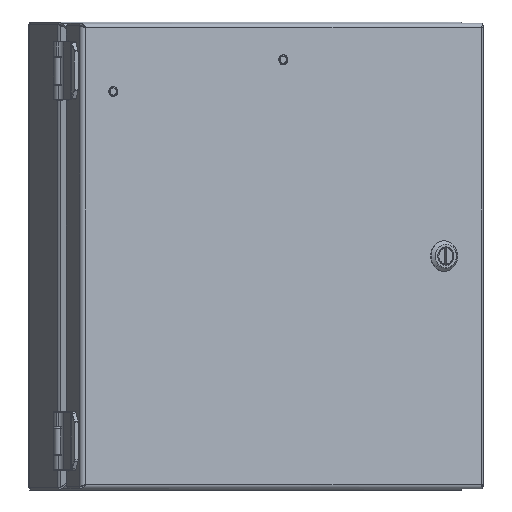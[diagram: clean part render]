
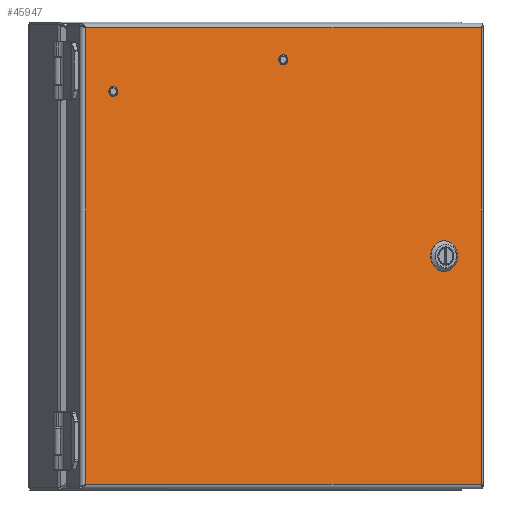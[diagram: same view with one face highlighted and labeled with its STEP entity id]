
A CAD part, front view. The second image highlights one B-rep face of the part: STEP entity #45947.
In plain terms, the highlighted planar face has unit normal (0.5, -0.866, 0).
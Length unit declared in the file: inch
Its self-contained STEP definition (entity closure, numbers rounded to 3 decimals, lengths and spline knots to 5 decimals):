
#29 = CARTESIAN_POINT ( 'NONE',  ( 5.122, -2.10068, -0.30753 ) ) ;
#103 = FACE_BOUND ( 'NONE', #24008, .T. ) ;
#316 = EDGE_CURVE ( 'NONE', #22447, #23196, #28862, .T. ) ;
#345 = VERTEX_POINT ( 'NONE', #16646 ) ;
#526 = CIRCLE ( 'NONE', #30862, 0.0965 ) ;
#771 = VERTEX_POINT ( 'NONE', #30066 ) ;
#1170 = EDGE_CURVE ( 'NONE', #39860, #27414, #48771, .T. ) ;
#1241 = DIRECTION ( 'NONE',  ( 0.5, -0.866, 0. ) ) ;
#1424 = DIRECTION ( 'NONE',  ( 0.5, -0.866, 0. ) ) ;
#1730 = ORIENTED_EDGE ( 'NONE', *, *, #316, .T. ) ;
#2099 = CARTESIAN_POINT ( 'NONE',  ( 4.93226, -2.21022, 0.08845 ) ) ;
#2335 = CARTESIAN_POINT ( 'NONE',  ( 4.93226, -2.21022, 0.08845 ) ) ;
#2751 = DIRECTION ( 'NONE',  ( 0., 0., -1. ) ) ;
#3188 = CARTESIAN_POINT ( 'NONE',  ( -3.27719, -6.94995, 4.22 ) ) ;
#3484 = EDGE_CURVE ( 'NONE', #7271, #9300, #42802, .T. ) ;
#3544 = EDGE_CURVE ( 'NONE', #20846, #23196, #44530, .T. ) ;
#3604 = ORIENTED_EDGE ( 'NONE', *, *, #9829, .T. ) ;
#4096 = CARTESIAN_POINT ( 'NONE',  ( 5.46493, -1.90269, -0.08845 ) ) ;
#4446 = CARTESIAN_POINT ( 'NONE',  ( 5.1986, -2.05645, 0. ) ) ;
#4607 = ORIENTED_EDGE ( 'NONE', *, *, #43525, .F. ) ;
#4668 = VECTOR ( 'NONE', #41900, 39.37008 ) ;
#4952 = DIRECTION ( 'NONE',  ( 0., 0., 1. ) ) ;
#5301 = DIRECTION ( 'NONE',  ( 0., 0., 1. ) ) ;
#5664 = CIRCLE ( 'NONE', #35989, 0.32 ) ;
#5894 = CARTESIAN_POINT ( 'NONE',  ( -3.98993, -7.36145, 5.858 ) ) ;
#6120 = EDGE_CURVE ( 'NONE', #22447, #43712, #27651, .T. ) ;
#6196 = ORIENTED_EDGE ( 'NONE', *, *, #3544, .F. ) ;
#6530 = LINE ( 'NONE', #19008, #45245 ) ;
#6770 = ORIENTED_EDGE ( 'NONE', *, *, #49243, .F. ) ;
#7271 = VERTEX_POINT ( 'NONE', #22475 ) ;
#7381 = CARTESIAN_POINT ( 'NONE',  ( 1.08324, -4.43245, 5.035 ) ) ;
#8093 = AXIS2_PLACEMENT_3D ( 'NONE', #29429, #42198, #46802 ) ;
#8403 = VECTOR ( 'NONE', #34682, 39.37008 ) ;
#8456 = ORIENTED_EDGE ( 'NONE', *, *, #32038, .F. ) ;
#9300 = VERTEX_POINT ( 'NONE', #36875 ) ;
#9681 = EDGE_LOOP ( 'NONE', ( #19898, #11554 ) ) ;
#9829 = EDGE_CURVE ( 'NONE', #20846, #771, #35453, .T. ) ;
#10441 = CIRCLE ( 'NONE', #30371, 0.0965 ) ;
#10991 = CARTESIAN_POINT ( 'NONE',  ( 5.27519, -2.01223, 0.30753 ) ) ;
#11251 = FACE_BOUND ( 'NONE', #16413, .T. ) ;
#11538 = CARTESIAN_POINT ( 'NONE',  ( 6.15642, -1.50345, -5.858 ) ) ;
#11554 = ORIENTED_EDGE ( 'NONE', *, *, #26662, .F. ) ;
#12368 = VERTEX_POINT ( 'NONE', #16185 ) ;
#12380 = DIRECTION ( 'NONE',  ( 0.832, 0.481, -0.276 ) ) ;
#13195 = CARTESIAN_POINT ( 'NONE',  ( 1.08324, -4.43245, 5.035 ) ) ;
#13393 = LINE ( 'NONE', #47343, #48767 ) ;
#14281 = VECTOR ( 'NONE', #28114, 39.37008 ) ;
#14345 = EDGE_CURVE ( 'NONE', #22200, #49502, #43378, .T. ) ;
#14632 = VERTEX_POINT ( 'NONE', #4096 ) ;
#16164 = DIRECTION ( 'NONE',  ( 0.866, 0.5, 0. ) ) ;
#16185 = CARTESIAN_POINT ( 'NONE',  ( 1.08324, -4.43245, 5.1315 ) ) ;
#16413 = EDGE_LOOP ( 'NONE', ( #4607, #30776, #32092, #43567, #45802, #1730, #6196, #3604 ) ) ;
#16646 = CARTESIAN_POINT ( 'NONE',  ( 1.08324, -4.43245, 4.9385 ) ) ;
#16792 = AXIS2_PLACEMENT_3D ( 'NONE', #18022, #1424, #21819 ) ;
#17398 = AXIS2_PLACEMENT_3D ( 'NONE', #30606, #17628, #51558 ) ;
#17628 = DIRECTION ( 'NONE',  ( 0.5, -0.866, 0. ) ) ;
#18022 = CARTESIAN_POINT ( 'NONE',  ( -3.27719, -6.94995, 4.22 ) ) ;
#19008 = CARTESIAN_POINT ( 'NONE',  ( 5.46493, -1.90269, -0.08845 ) ) ;
#19898 = ORIENTED_EDGE ( 'NONE', *, *, #3484, .F. ) ;
#19968 = EDGE_CURVE ( 'NONE', #14632, #27414, #5664, .T. ) ;
#20558 = CARTESIAN_POINT ( 'NONE',  ( 5.122, -2.10068, -0.30753 ) ) ;
#20846 = VERTEX_POINT ( 'NONE', #2099 ) ;
#21819 = DIRECTION ( 'NONE',  ( 0.866, 0.5, 0. ) ) ;
#22200 = VERTEX_POINT ( 'NONE', #27157 ) ;
#22447 = VERTEX_POINT ( 'NONE', #20558 ) ;
#22475 = CARTESIAN_POINT ( 'NONE',  ( -3.19362, -6.9017, 4.22 ) ) ;
#22569 = AXIS2_PLACEMENT_3D ( 'NONE', #3188, #44209, #48858 ) ;
#23196 = VERTEX_POINT ( 'NONE', #39496 ) ;
#23224 = CARTESIAN_POINT ( 'NONE',  ( 6.15642, -1.50345, 5.858 ) ) ;
#23725 = CARTESIAN_POINT ( 'NONE',  ( -3.98993, -7.36145, -5.858 ) ) ;
#24008 = EDGE_LOOP ( 'NONE', ( #8456, #6770 ) ) ;
#24226 = ORIENTED_EDGE ( 'NONE', *, *, #51911, .T. ) ;
#26023 = VECTOR ( 'NONE', #36262, 39.37008 ) ;
#26662 = EDGE_CURVE ( 'NONE', #9300, #7271, #53812, .T. ) ;
#27157 = CARTESIAN_POINT ( 'NONE',  ( -3.98993, -7.36145, 5.858 ) ) ;
#27414 = VERTEX_POINT ( 'NONE', #44003 ) ;
#27651 = CIRCLE ( 'NONE', #38925, 0.32 ) ;
#28030 = DIRECTION ( 'NONE',  ( 0.5, -0.866, 0. ) ) ;
#28114 = DIRECTION ( 'NONE',  ( 0.612, 0.354, -0.707 ) ) ;
#28862 = LINE ( 'NONE', #29, #4668 ) ;
#29030 = VERTEX_POINT ( 'NONE', #11538 ) ;
#29091 = ORIENTED_EDGE ( 'NONE', *, *, #14345, .T. ) ;
#29322 = EDGE_CURVE ( 'NONE', #14632, #43712, #6530, .T. ) ;
#29429 = CARTESIAN_POINT ( 'NONE',  ( 5.1986, -2.05645, 0. ) ) ;
#30066 = CARTESIAN_POINT ( 'NONE',  ( 5.122, -2.10068, 0.30753 ) ) ;
#30371 = AXIS2_PLACEMENT_3D ( 'NONE', #13195, #1241, #5301 ) ;
#30606 = CARTESIAN_POINT ( 'NONE',  ( 5.1986, -2.05645, 0. ) ) ;
#30776 = ORIENTED_EDGE ( 'NONE', *, *, #1170, .T. ) ;
#30862 = AXIS2_PLACEMENT_3D ( 'NONE', #7381, #28030, #2751 ) ;
#31105 = CARTESIAN_POINT ( 'NONE',  ( 5.27519, -2.01223, -0.30753 ) ) ;
#31901 = ORIENTED_EDGE ( 'NONE', *, *, #43823, .T. ) ;
#31910 = LINE ( 'NONE', #23224, #26023 ) ;
#32038 = EDGE_CURVE ( 'NONE', #345, #12368, #526, .T. ) ;
#32092 = ORIENTED_EDGE ( 'NONE', *, *, #19968, .F. ) ;
#32969 = FACE_BOUND ( 'NONE', #9681, .T. ) ;
#33006 = CARTESIAN_POINT ( 'NONE',  ( 5.1986, -2.05645, 0. ) ) ;
#34045 = EDGE_CURVE ( 'NONE', #49502, #29030, #47496, .T. ) ;
#34682 = DIRECTION ( 'NONE',  ( 0.866, 0.5, 0. ) ) ;
#35171 = CARTESIAN_POINT ( 'NONE',  ( 5.27519, -2.01223, 0.30753 ) ) ;
#35453 = LINE ( 'NONE', #2335, #48796 ) ;
#35989 = AXIS2_PLACEMENT_3D ( 'NONE', #33006, #49626, #12380 ) ;
#36262 = DIRECTION ( 'NONE',  ( -0.866, -0.5, 0. ) ) ;
#36792 = PLANE ( 'NONE',  #42191 ) ;
#36875 = CARTESIAN_POINT ( 'NONE',  ( -3.36076, -6.9982, 4.22 ) ) ;
#38925 = AXIS2_PLACEMENT_3D ( 'NONE', #4446, #42469, #45758 ) ;
#39044 = DIRECTION ( 'NONE',  ( 0., 0., -1. ) ) ;
#39056 = CARTESIAN_POINT ( 'NONE',  ( -3.98993, -7.36145, -5.858 ) ) ;
#39496 = CARTESIAN_POINT ( 'NONE',  ( 4.93226, -2.21022, -0.08845 ) ) ;
#39713 = ORIENTED_EDGE ( 'NONE', *, *, #34045, .T. ) ;
#39860 = VERTEX_POINT ( 'NONE', #10991 ) ;
#41900 = DIRECTION ( 'NONE',  ( -0.612, -0.354, 0.707 ) ) ;
#42087 = EDGE_LOOP ( 'NONE', ( #24226, #31901, #29091, #39713 ) ) ;
#42191 = AXIS2_PLACEMENT_3D ( 'NONE', #53399, #44420, #16164 ) ;
#42198 = DIRECTION ( 'NONE',  ( 0.5, -0.866, 0. ) ) ;
#42469 = DIRECTION ( 'NONE',  ( 0.5, -0.866, 0. ) ) ;
#42802 = CIRCLE ( 'NONE', #16792, 0.0965 ) ;
#43378 = LINE ( 'NONE', #5894, #50707 ) ;
#43381 = CIRCLE ( 'NONE', #17398, 0.32 ) ;
#43525 = EDGE_CURVE ( 'NONE', #39860, #771, #43381, .T. ) ;
#43567 = ORIENTED_EDGE ( 'NONE', *, *, #29322, .T. ) ;
#43712 = VERTEX_POINT ( 'NONE', #31105 ) ;
#43823 = EDGE_CURVE ( 'NONE', #44218, #22200, #31910, .T. ) ;
#44003 = CARTESIAN_POINT ( 'NONE',  ( 5.46493, -1.90269, 0.08845 ) ) ;
#44164 = DIRECTION ( 'NONE',  ( 0.612, 0.354, 0.707 ) ) ;
#44209 = DIRECTION ( 'NONE',  ( 0.5, -0.866, 0. ) ) ;
#44218 = VERTEX_POINT ( 'NONE', #52474 ) ;
#44420 = DIRECTION ( 'NONE',  ( 0.5, -0.866, 0. ) ) ;
#44530 = CIRCLE ( 'NONE', #8093, 0.32 ) ;
#45245 = VECTOR ( 'NONE', #47327, 39.37008 ) ;
#45514 = FACE_OUTER_BOUND ( 'NONE', #42087, .T. ) ;
#45758 = DIRECTION ( 'NONE',  ( -0.239, -0.138, -0.961 ) ) ;
#45802 = ORIENTED_EDGE ( 'NONE', *, *, #6120, .F. ) ;
#45947 = ADVANCED_FACE ( 'NONE', ( #103, #11251, #32969, #45514 ), #36792, .T. ) ;
#46802 = DIRECTION ( 'NONE',  ( -0.832, -0.481, 0.276 ) ) ;
#47327 = DIRECTION ( 'NONE',  ( -0.612, -0.354, -0.707 ) ) ;
#47343 = CARTESIAN_POINT ( 'NONE',  ( 6.15642, -1.50345, -5.858 ) ) ;
#47496 = LINE ( 'NONE', #39056, #8403 ) ;
#48767 = VECTOR ( 'NONE', #4952, 39.37008 ) ;
#48771 = LINE ( 'NONE', #35171, #14281 ) ;
#48796 = VECTOR ( 'NONE', #44164, 39.37008 ) ;
#48858 = DIRECTION ( 'NONE',  ( -0.866, -0.5, 0. ) ) ;
#49243 = EDGE_CURVE ( 'NONE', #12368, #345, #10441, .T. ) ;
#49502 = VERTEX_POINT ( 'NONE', #23725 ) ;
#49626 = DIRECTION ( 'NONE',  ( 0.5, -0.866, 0. ) ) ;
#50707 = VECTOR ( 'NONE', #39044, 39.37008 ) ;
#51558 = DIRECTION ( 'NONE',  ( 0.239, 0.138, 0.961 ) ) ;
#51911 = EDGE_CURVE ( 'NONE', #29030, #44218, #13393, .T. ) ;
#52474 = CARTESIAN_POINT ( 'NONE',  ( 6.15642, -1.50345, 5.858 ) ) ;
#53399 = CARTESIAN_POINT ( 'NONE',  ( 1.08324, -4.43245, 0. ) ) ;
#53812 = CIRCLE ( 'NONE', #22569, 0.0965 ) ;
